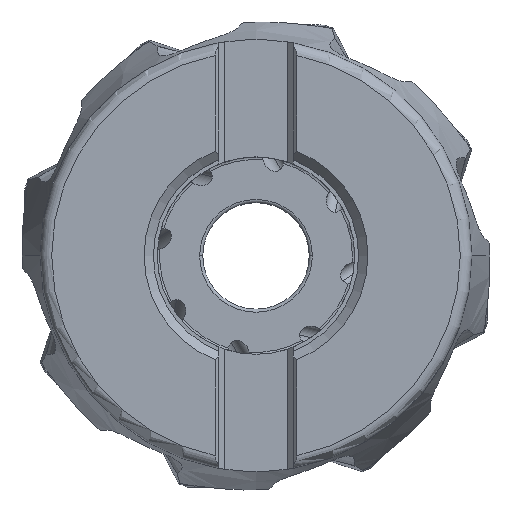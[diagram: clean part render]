
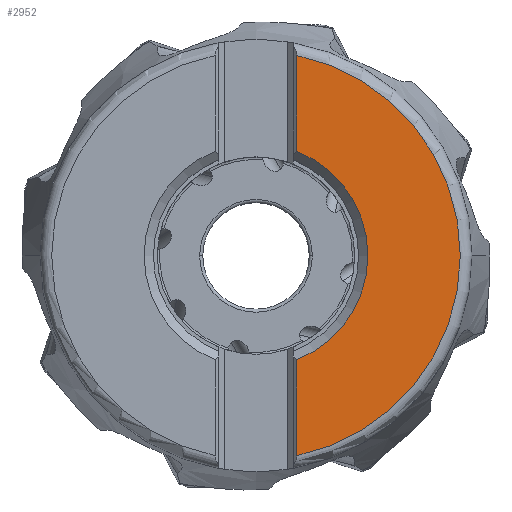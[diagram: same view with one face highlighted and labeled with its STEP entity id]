
A CAD part, top view. The second image highlights one B-rep face of the part: STEP entity #2952.
In plain terms, the highlighted planar face has unit normal (0, 0, 1).
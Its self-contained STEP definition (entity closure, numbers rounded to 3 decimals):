
#552=PLANE('',#16029);
#1330=LINE('',#30417,#2207);
#1331=LINE('',#30421,#2208);
#2207=VECTOR('',#18857,1.);
#2208=VECTOR('',#18862,1.);
#2952=ADVANCED_FACE('',(#4122),#552,.T.);
#4122=FACE_OUTER_BOUND('',#4946,.T.);
#4946=EDGE_LOOP('',(#8302,#8303,#8304,#8305,#8306));
#8302=ORIENTED_EDGE('',*,*,#13412,.F.);
#8303=ORIENTED_EDGE('',*,*,#13413,.T.);
#8304=ORIENTED_EDGE('',*,*,#13406,.F.);
#8305=ORIENTED_EDGE('',*,*,#13405,.F.);
#8306=ORIENTED_EDGE('',*,*,#13411,.T.);
#11533=VERTEX_POINT('',#30374);
#11534=VERTEX_POINT('',#30375);
#11535=VERTEX_POINT('',#30377);
#11537=VERTEX_POINT('',#30416);
#11538=VERTEX_POINT('',#30420);
#13405=EDGE_CURVE('',#11533,#11534,#14652,.T.);
#13406=EDGE_CURVE('',#11534,#11535,#14653,.T.);
#13411=EDGE_CURVE('',#11533,#11537,#1330,.T.);
#13412=EDGE_CURVE('',#11538,#11537,#14654,.T.);
#13413=EDGE_CURVE('',#11538,#11535,#1331,.T.);
#14652=CIRCLE('',#16024,26.281);
#14653=CIRCLE('',#16025,26.281);
#14654=CIRCLE('',#16028,14.4);
#16024=AXIS2_PLACEMENT_3D('',#30373,#18851,#18852);
#16025=AXIS2_PLACEMENT_3D('',#30376,#18853,#18854);
#16028=AXIS2_PLACEMENT_3D('',#30419,#18860,#18861);
#16029=AXIS2_PLACEMENT_3D('',#30422,#18863,#18864);
#18851=DIRECTION('',(0.,0.,-1.));
#18852=DIRECTION('',(0.2,0.98,0.));
#18853=DIRECTION('',(0.,0.,-1.));
#18854=DIRECTION('',(1.,-0.001,0.));
#18857=DIRECTION('',(0.,-1.,0.));
#18860=DIRECTION('',(0.,0.,1.));
#18861=DIRECTION('',(0.365,-0.931,0.));
#18862=DIRECTION('',(0.,-1.,0.));
#18863=DIRECTION('',(0.,0.,1.));
#18864=DIRECTION('',(-1.,0.,0.));
#30373=CARTESIAN_POINT('',(0.,0.,0.));
#30374=CARTESIAN_POINT('',(5.263,25.749,0.));
#30375=CARTESIAN_POINT('',(26.281,-0.021,0.));
#30376=CARTESIAN_POINT('',(0.,0.,0.));
#30377=CARTESIAN_POINT('',(5.262,-25.749,0.));
#30416=CARTESIAN_POINT('',(5.263,13.404,0.));
#30417=CARTESIAN_POINT('',(5.263,25.749,0.));
#30419=CARTESIAN_POINT('',(0.,0.,0.));
#30420=CARTESIAN_POINT('',(5.263,-13.404,0.));
#30421=CARTESIAN_POINT('',(5.263,-13.404,0.));
#30422=CARTESIAN_POINT('',(15.772,0.,0.));
